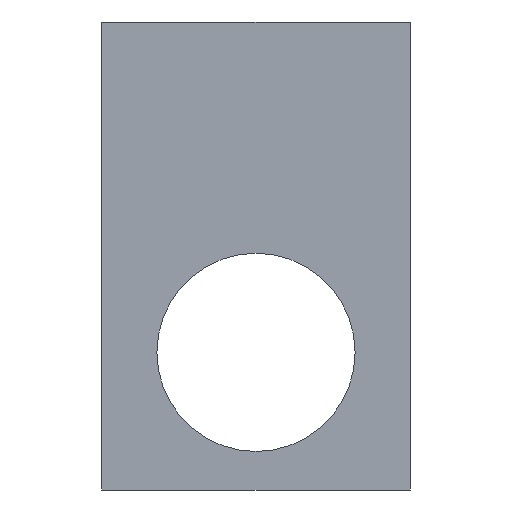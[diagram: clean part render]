
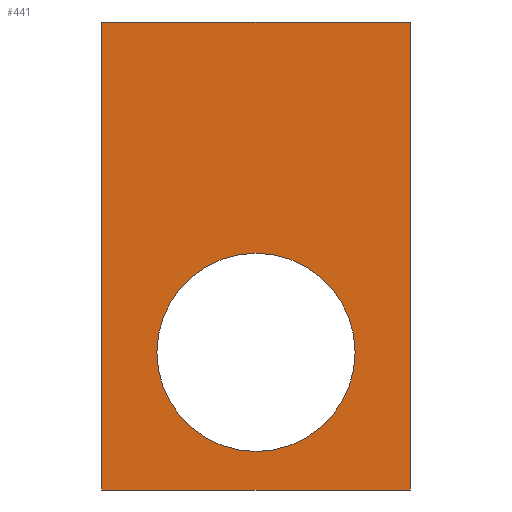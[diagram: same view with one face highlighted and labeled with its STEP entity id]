
A CAD part, front view. The second image highlights one B-rep face of the part: STEP entity #441.
In plain terms, the highlighted planar face has unit normal (0, -1, 0).
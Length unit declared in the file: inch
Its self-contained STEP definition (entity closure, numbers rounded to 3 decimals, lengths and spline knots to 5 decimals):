
#4 = PLANE ( 'NONE',  #123 ) ;
#7 = CARTESIAN_POINT ( 'NONE',  ( 0., 0., 0. ) ) ;
#15 = VERTEX_POINT ( 'NONE', #373 ) ;
#18 = DIRECTION ( 'NONE',  ( 0., 1., 0. ) ) ;
#45 = VERTEX_POINT ( 'NONE', #378 ) ;
#48 = EDGE_CURVE ( 'NONE', #90, #371, #424, .T. ) ;
#60 = EDGE_LOOP ( 'NONE', ( #435, #109, #120, #302 ) ) ;
#63 = VECTOR ( 'NONE', #65, 39.37008 ) ;
#65 = DIRECTION ( 'NONE',  ( 0., 0., -1. ) ) ;
#70 = CARTESIAN_POINT ( 'NONE',  ( 0.7, 0., 1.0625 ) ) ;
#75 = LINE ( 'NONE', #324, #443 ) ;
#82 = LINE ( 'NONE', #325, #246 ) ;
#88 = DIRECTION ( 'NONE',  ( 0., 0., 1. ) ) ;
#90 = VERTEX_POINT ( 'NONE', #337 ) ;
#109 = ORIENTED_EDGE ( 'NONE', *, *, #176, .F. ) ;
#113 = DIRECTION ( 'NONE',  ( 0., 1., 0. ) ) ;
#120 = ORIENTED_EDGE ( 'NONE', *, *, #48, .F. ) ;
#123 = AXIS2_PLACEMENT_3D ( 'NONE', #7, #113, #179 ) ;
#127 = VERTEX_POINT ( 'NONE', #284 ) ;
#134 = VERTEX_POINT ( 'NONE', #250 ) ;
#137 = ORIENTED_EDGE ( 'NONE', *, *, #287, .T. ) ;
#154 = DIRECTION ( 'NONE',  ( -1., 0., 0. ) ) ;
#158 = DIRECTION ( 'NONE',  ( 1., 0., 0. ) ) ;
#160 = LINE ( 'NONE', #362, #216 ) ;
#176 = EDGE_CURVE ( 'NONE', #371, #134, #75, .T. ) ;
#179 = DIRECTION ( 'NONE',  ( 0., 0., 1. ) ) ;
#191 = DIRECTION ( 'NONE',  ( 0., 0., 1. ) ) ;
#196 = EDGE_CURVE ( 'NONE', #127, #15, #427, .T. ) ;
#216 = VECTOR ( 'NONE', #357, 39.37008 ) ;
#231 = AXIS2_PLACEMENT_3D ( 'NONE', #431, #18, #191 ) ;
#246 = VECTOR ( 'NONE', #158, 39.37008 ) ;
#250 = CARTESIAN_POINT ( 'NONE',  ( -0.7, 0., -1.0625 ) ) ;
#254 = AXIS2_PLACEMENT_3D ( 'NONE', #295, #394, #88 ) ;
#260 = FACE_OUTER_BOUND ( 'NONE', #60, .T. ) ;
#270 = EDGE_CURVE ( 'NONE', #134, #45, #160, .T. ) ;
#284 = CARTESIAN_POINT ( 'NONE',  ( 0., 0., 0.0125 ) ) ;
#287 = EDGE_CURVE ( 'NONE', #15, #127, #432, .T. ) ;
#295 = CARTESIAN_POINT ( 'NONE',  ( 0., 0., -0.4375 ) ) ;
#302 = ORIENTED_EDGE ( 'NONE', *, *, #313, .F. ) ;
#313 = EDGE_CURVE ( 'NONE', #45, #90, #82, .T. ) ;
#324 = CARTESIAN_POINT ( 'NONE',  ( 0.7, 0., -1.0625 ) ) ;
#325 = CARTESIAN_POINT ( 'NONE',  ( 0.7, 0., 1.0625 ) ) ;
#337 = CARTESIAN_POINT ( 'NONE',  ( 0.7, 0., 1.0625 ) ) ;
#357 = DIRECTION ( 'NONE',  ( 0., 0., 1. ) ) ;
#362 = CARTESIAN_POINT ( 'NONE',  ( -0.7, 0., 1.0625 ) ) ;
#371 = VERTEX_POINT ( 'NONE', #413 ) ;
#373 = CARTESIAN_POINT ( 'NONE',  ( 0., 0., -0.8875 ) ) ;
#378 = CARTESIAN_POINT ( 'NONE',  ( -0.7, 0., 1.0625 ) ) ;
#385 = ORIENTED_EDGE ( 'NONE', *, *, #196, .T. ) ;
#394 = DIRECTION ( 'NONE',  ( 0., 1., 0. ) ) ;
#413 = CARTESIAN_POINT ( 'NONE',  ( 0.7, 0., -1.0625 ) ) ;
#423 = FACE_BOUND ( 'NONE', #428, .T. ) ;
#424 = LINE ( 'NONE', #70, #63 ) ;
#427 = CIRCLE ( 'NONE', #254, 0.45 ) ;
#428 = EDGE_LOOP ( 'NONE', ( #137, #385 ) ) ;
#431 = CARTESIAN_POINT ( 'NONE',  ( 0., 0., -0.4375 ) ) ;
#432 = CIRCLE ( 'NONE', #231, 0.45 ) ;
#435 = ORIENTED_EDGE ( 'NONE', *, *, #270, .F. ) ;
#441 = ADVANCED_FACE ( 'NONE', ( #260, #423 ), #4, .F. ) ;
#443 = VECTOR ( 'NONE', #154, 39.37008 ) ;
